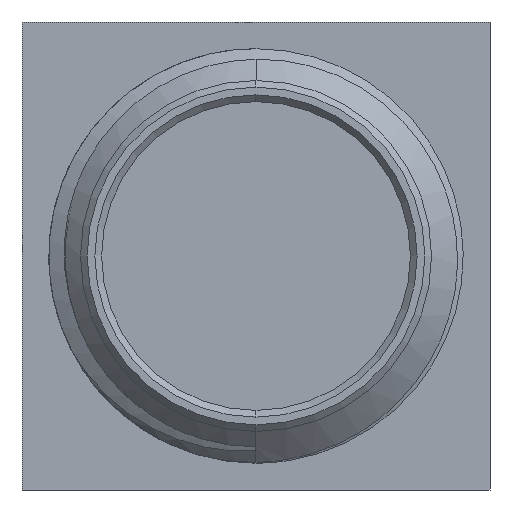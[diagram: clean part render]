
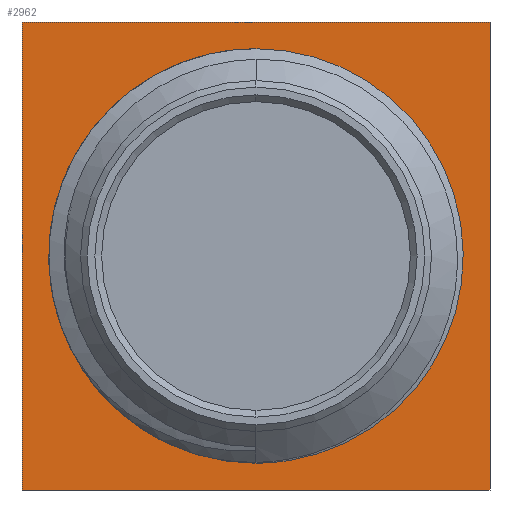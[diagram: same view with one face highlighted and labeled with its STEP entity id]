
A CAD part, left-side view. The second image highlights one B-rep face of the part: STEP entity #2962.
In plain terms, the highlighted planar face has unit normal (-1, 0, 0).
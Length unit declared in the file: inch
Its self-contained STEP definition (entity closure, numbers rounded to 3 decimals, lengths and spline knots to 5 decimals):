
#43 = CARTESIAN_POINT ( 'NONE',  ( 0.31142, 0., 0. ) ) ;
#65 = AXIS2_PLACEMENT_3D ( 'NONE', #1853, #430, #1614 ) ;
#82 = EDGE_CURVE ( 'NONE', #2575, #102, #2896, .T. ) ;
#100 = LINE ( 'NONE', #804, #2191 ) ;
#102 = VERTEX_POINT ( 'NONE', #1938 ) ;
#116 = VERTEX_POINT ( 'NONE', #2195 ) ;
#147 = ORIENTED_EDGE ( 'NONE', *, *, #2237, .T. ) ;
#246 = CARTESIAN_POINT ( 'NONE',  ( 0.31142, -0.1378, -0.1378 ) ) ;
#430 = DIRECTION ( 'NONE',  ( -1., 0., 0. ) ) ;
#446 = ORIENTED_EDGE ( 'NONE', *, *, #3068, .T. ) ;
#449 = DIRECTION ( 'NONE',  ( 0., -1., 0. ) ) ;
#540 = DIRECTION ( 'NONE',  ( 0., 0., 1. ) ) ;
#567 = CIRCLE ( 'NONE', #1757, 0.10335 ) ;
#675 = EDGE_CURVE ( 'NONE', #2352, #1668, #2054, .T. ) ;
#753 = LINE ( 'NONE', #1698, #862 ) ;
#804 = CARTESIAN_POINT ( 'NONE',  ( 0.31142, 0.1378, 0.1378 ) ) ;
#839 = LINE ( 'NONE', #2088, #1553 ) ;
#862 = VECTOR ( 'NONE', #1171, 39.37008 ) ;
#871 = VERTEX_POINT ( 'NONE', #2649 ) ;
#966 = EDGE_LOOP ( 'NONE', ( #2328, #2799, #1619, #446 ) ) ;
#983 = DIRECTION ( 'NONE',  ( 1., 0., 0. ) ) ;
#1059 = AXIS2_PLACEMENT_3D ( 'NONE', #2945, #1983, #1766 ) ;
#1114 = FACE_BOUND ( 'NONE', #3064, .T. ) ;
#1171 = DIRECTION ( 'NONE',  ( 0., 1., 0. ) ) ;
#1492 = CARTESIAN_POINT ( 'NONE',  ( 0.31142, 0., 0.10335 ) ) ;
#1553 = VECTOR ( 'NONE', #449, 39.37008 ) ;
#1614 = DIRECTION ( 'NONE',  ( 0., 0., 1. ) ) ;
#1619 = ORIENTED_EDGE ( 'NONE', *, *, #2018, .T. ) ;
#1668 = VERTEX_POINT ( 'NONE', #1492 ) ;
#1698 = CARTESIAN_POINT ( 'NONE',  ( 0.31142, -0.1378, 0.1378 ) ) ;
#1757 = AXIS2_PLACEMENT_3D ( 'NONE', #43, #983, #2648 ) ;
#1766 = DIRECTION ( 'NONE',  ( 0., 0., -1. ) ) ;
#1824 = EDGE_CURVE ( 'NONE', #116, #2575, #839, .T. ) ;
#1836 = PLANE ( 'NONE',  #65 ) ;
#1853 = CARTESIAN_POINT ( 'NONE',  ( 0.31142, 0., 0. ) ) ;
#1938 = CARTESIAN_POINT ( 'NONE',  ( 0.31142, -0.1378, 0.1378 ) ) ;
#1983 = DIRECTION ( 'NONE',  ( 1., 0., 0. ) ) ;
#2018 = EDGE_CURVE ( 'NONE', #102, #871, #753, .T. ) ;
#2042 = ORIENTED_EDGE ( 'NONE', *, *, #675, .T. ) ;
#2054 = CIRCLE ( 'NONE', #1059, 0.10335 ) ;
#2088 = CARTESIAN_POINT ( 'NONE',  ( 0.31142, 0.1378, -0.1378 ) ) ;
#2191 = VECTOR ( 'NONE', #2253, 39.37008 ) ;
#2195 = CARTESIAN_POINT ( 'NONE',  ( 0.31142, 0.1378, -0.1378 ) ) ;
#2237 = EDGE_CURVE ( 'NONE', #1668, #2352, #567, .T. ) ;
#2253 = DIRECTION ( 'NONE',  ( 0., 0., -1. ) ) ;
#2328 = ORIENTED_EDGE ( 'NONE', *, *, #1824, .T. ) ;
#2352 = VERTEX_POINT ( 'NONE', #2520 ) ;
#2520 = CARTESIAN_POINT ( 'NONE',  ( 0.31142, 0., -0.10335 ) ) ;
#2575 = VERTEX_POINT ( 'NONE', #246 ) ;
#2648 = DIRECTION ( 'NONE',  ( 0., 0., -1. ) ) ;
#2649 = CARTESIAN_POINT ( 'NONE',  ( 0.31142, 0.1378, 0.1378 ) ) ;
#2710 = VECTOR ( 'NONE', #540, 39.37008 ) ;
#2778 = FACE_OUTER_BOUND ( 'NONE', #966, .T. ) ;
#2799 = ORIENTED_EDGE ( 'NONE', *, *, #82, .T. ) ;
#2881 = CARTESIAN_POINT ( 'NONE',  ( 0.31142, -0.1378, -0.1378 ) ) ;
#2896 = LINE ( 'NONE', #2881, #2710 ) ;
#2945 = CARTESIAN_POINT ( 'NONE',  ( 0.31142, 0., 0. ) ) ;
#2962 = ADVANCED_FACE ( 'NONE', ( #1114, #2778 ), #1836, .T. ) ;
#3064 = EDGE_LOOP ( 'NONE', ( #2042, #147 ) ) ;
#3068 = EDGE_CURVE ( 'NONE', #871, #116, #100, .T. ) ;
